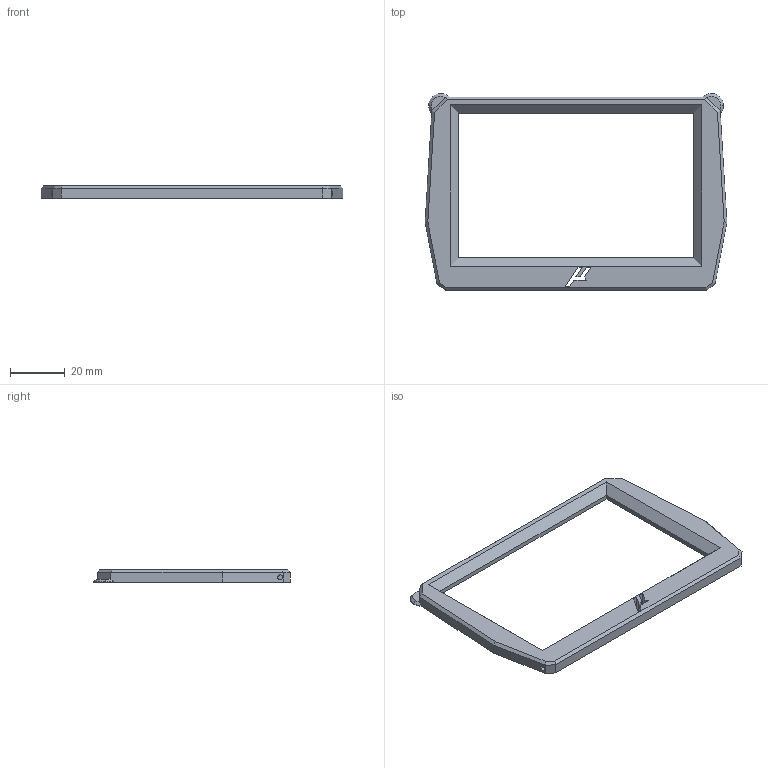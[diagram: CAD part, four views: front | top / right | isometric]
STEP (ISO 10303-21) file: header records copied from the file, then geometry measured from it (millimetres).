
FILE_DESCRIPTION (( 'STEP AP214' ), '1' );
FILE_NAME ('TFT35_Bezel.STEP', '2024-08-09T09:22:14', ( '' ), ( '' ), 'SwSTEP 2.0', 'SolidWorks 2024', '' );
FILE_SCHEMA (( 'AUTOMOTIVE_DESIGN' ));
Length unit declared in the file: millimetre
Products named in the file (1): TFT35_Bezel
Bounding box: 110.31 x 71.97 x 4.65 mm (x, y, z)
Volume: 12208 mm3; surface area: 8382.8 mm2
Topology: 1 solids, 1 shells, 57 faces, 144 edges, 91 vertices
Faces by surface type: plane 45, cylinder 8, cone 4
Entity records: 1698 total; most frequent: CARTESIAN_POINT 321, ORIENTED_EDGE 288, DIRECTION 265, EDGE_CURVE 144, LINE 115, VECTOR 115, VERTEX_POINT 91, AXIS2_PLACEMENT_3D 75
